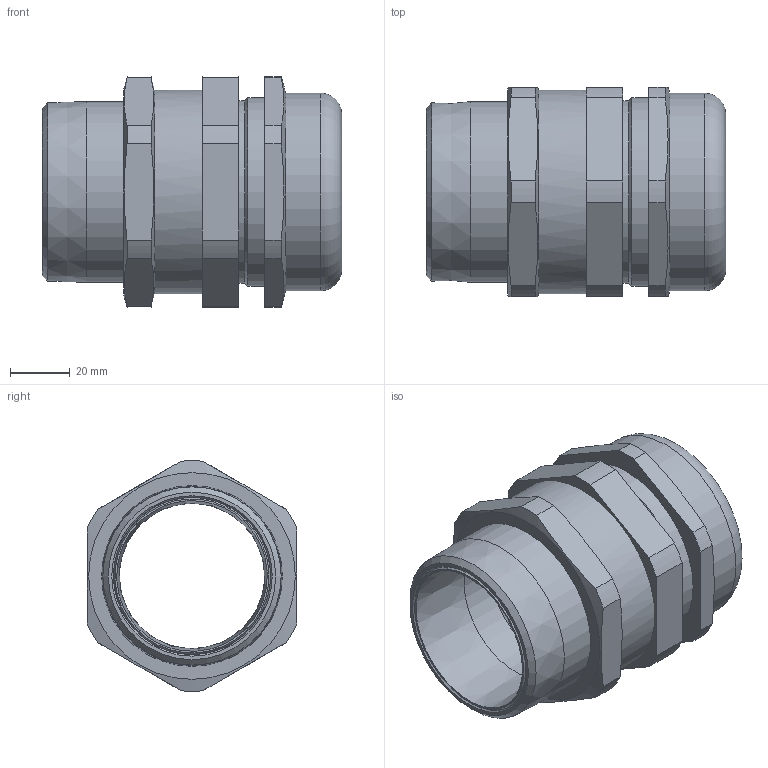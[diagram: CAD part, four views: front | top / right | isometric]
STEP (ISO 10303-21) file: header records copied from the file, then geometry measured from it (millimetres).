
FILE_DESCRIPTION (( 'STEP AP203' ), '1' );
FILE_NAME ('63SPXSS2K1RA036.STEP', '2020-02-04T13:07:54', ( '' ), ( '' ), 'SwSTEP 2.0', 'SolidWorks 2017', '' );
FILE_SCHEMA (( 'CONFIG_CONTROL_DESIGN' ));
Length unit declared in the file: millimetre
Products named in the file (1): 63SPXSS2K1RA036
Bounding box: 99.95 x 70 x 76.98 mm (x, y, z)
Surface area: 55072.1 mm2 (no closed solid volume)
Topology: 0 solids, 11 shells, 91 faces, 405 edges, 326 vertices
Faces by surface type: plane 35, cylinder 31, cone 13, bspline 11, torus 1
Full cylindrical faces by diameter (mm): 48.4 x1, 50 x1, 50.2 x1, 50.5 x1, 50.6 x1, 52.4 x1, 52.55 x1, 60.34 x1, 60.8 x1, 61.2 x1, 63 x1, 66 x1, 68 x1
Entity records: 6223 total; most frequent: CARTESIAN_POINT 3301, ORIENTED_EDGE 522, DIRECTION 467, EDGE_CURVE 371, VERTEX_POINT 319, AXIS2_PLACEMENT_3D 158, LINE 151, VECTOR 151
